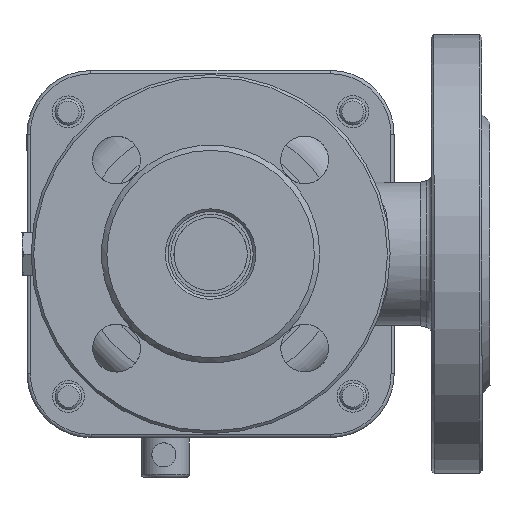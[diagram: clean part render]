
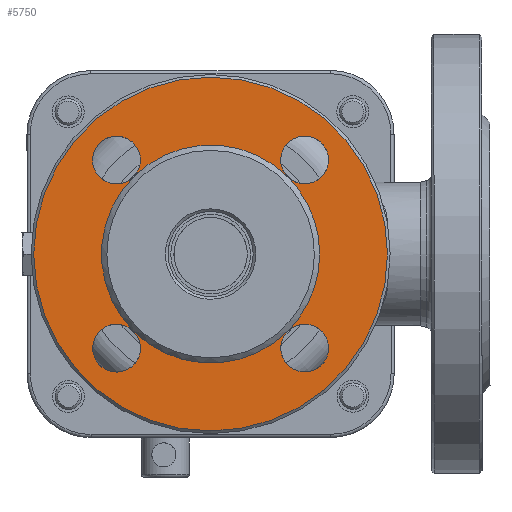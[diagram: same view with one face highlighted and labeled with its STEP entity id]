
A CAD part, front view. The second image highlights one B-rep face of the part: STEP entity #5750.
In plain terms, the highlighted planar face has unit normal (0, -1, 0).
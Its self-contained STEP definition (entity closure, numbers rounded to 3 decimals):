
#441=FACE_BOUND('',#1716,.T.);
#538=PLANE('',#6382);
#1336=FACE_OUTER_BOUND('',#1715,.T.);
#1715=EDGE_LOOP('',(#4450));
#1716=EDGE_LOOP('',(#4451,#4452,#4453,#4454,#4455,#4456,#4457,#4458,#4459,
#4460,#4461,#4462,#4463));
#2084=CIRCLE('',#6366,66.5);
#2087=CIRCLE('',#6370,41.);
#2088=CIRCLE('',#6371,41.);
#2089=CIRCLE('',#6372,41.);
#2090=CIRCLE('',#6373,41.);
#2091=CIRCLE('',#6374,41.);
#2096=CIRCLE('',#6383,9.);
#2097=CIRCLE('',#6384,9.);
#2098=CIRCLE('',#6385,9.);
#2099=CIRCLE('',#6386,9.);
#2100=CIRCLE('',#6387,9.);
#2101=CIRCLE('',#6388,9.);
#2102=CIRCLE('',#6389,9.);
#2103=CIRCLE('',#6390,9.);
#2570=VERTEX_POINT('',#10891);
#2573=VERTEX_POINT('',#10899);
#2574=VERTEX_POINT('',#10900);
#2575=VERTEX_POINT('',#10903);
#2576=VERTEX_POINT('',#10905);
#2577=VERTEX_POINT('',#10907);
#2584=VERTEX_POINT('',#10962);
#2585=VERTEX_POINT('',#10965);
#2586=VERTEX_POINT('',#10968);
#2587=VERTEX_POINT('',#10971);
#3222=EDGE_CURVE('',#2570,#2570,#2084,.T.);
#3226=EDGE_CURVE('',#2573,#2574,#2087,.T.);
#3228=EDGE_CURVE('',#2574,#2575,#2088,.T.);
#3229=EDGE_CURVE('',#2575,#2576,#2089,.T.);
#3230=EDGE_CURVE('',#2576,#2577,#2090,.T.);
#3231=EDGE_CURVE('',#2577,#2573,#2091,.T.);
#3240=EDGE_CURVE('',#2577,#2584,#2096,.T.);
#3241=EDGE_CURVE('',#2584,#2577,#2097,.T.);
#3242=EDGE_CURVE('',#2576,#2585,#2098,.T.);
#3243=EDGE_CURVE('',#2585,#2576,#2099,.T.);
#3244=EDGE_CURVE('',#2575,#2586,#2100,.T.);
#3245=EDGE_CURVE('',#2586,#2575,#2101,.T.);
#3246=EDGE_CURVE('',#2573,#2587,#2102,.T.);
#3247=EDGE_CURVE('',#2587,#2573,#2103,.T.);
#4450=ORIENTED_EDGE('',*,*,#3222,.F.);
#4451=ORIENTED_EDGE('',*,*,#3240,.T.);
#4452=ORIENTED_EDGE('',*,*,#3241,.T.);
#4453=ORIENTED_EDGE('',*,*,#3230,.F.);
#4454=ORIENTED_EDGE('',*,*,#3242,.T.);
#4455=ORIENTED_EDGE('',*,*,#3243,.T.);
#4456=ORIENTED_EDGE('',*,*,#3229,.F.);
#4457=ORIENTED_EDGE('',*,*,#3244,.T.);
#4458=ORIENTED_EDGE('',*,*,#3245,.T.);
#4459=ORIENTED_EDGE('',*,*,#3228,.F.);
#4460=ORIENTED_EDGE('',*,*,#3226,.F.);
#4461=ORIENTED_EDGE('',*,*,#3246,.T.);
#4462=ORIENTED_EDGE('',*,*,#3247,.T.);
#4463=ORIENTED_EDGE('',*,*,#3231,.F.);
#5750=ADVANCED_FACE('',(#1336,#441),#538,.T.);
#6366=AXIS2_PLACEMENT_3D('',#10892,#7495,#7496);
#6370=AXIS2_PLACEMENT_3D('',#10901,#7504,#7505);
#6371=AXIS2_PLACEMENT_3D('',#10904,#7507,#7508);
#6372=AXIS2_PLACEMENT_3D('',#10906,#7509,#7510);
#6373=AXIS2_PLACEMENT_3D('',#10908,#7511,#7512);
#6374=AXIS2_PLACEMENT_3D('',#10909,#7513,#7514);
#6382=AXIS2_PLACEMENT_3D('',#10961,#7531,#7532);
#6383=AXIS2_PLACEMENT_3D('',#10963,#7533,#7534);
#6384=AXIS2_PLACEMENT_3D('',#10964,#7535,#7536);
#6385=AXIS2_PLACEMENT_3D('',#10966,#7537,#7538);
#6386=AXIS2_PLACEMENT_3D('',#10967,#7539,#7540);
#6387=AXIS2_PLACEMENT_3D('',#10969,#7541,#7542);
#6388=AXIS2_PLACEMENT_3D('',#10970,#7543,#7544);
#6389=AXIS2_PLACEMENT_3D('',#10972,#7545,#7546);
#6390=AXIS2_PLACEMENT_3D('',#10973,#7547,#7548);
#7495=DIRECTION('center_axis',(0.,1.,0.));
#7496=DIRECTION('ref_axis',(-1.,0.,0.));
#7504=DIRECTION('center_axis',(0.,-1.,0.));
#7505=DIRECTION('ref_axis',(-1.,0.,0.));
#7507=DIRECTION('center_axis',(0.,-1.,0.));
#7508=DIRECTION('ref_axis',(-1.,0.,0.));
#7509=DIRECTION('center_axis',(0.,-1.,0.));
#7510=DIRECTION('ref_axis',(-1.,0.,0.));
#7511=DIRECTION('center_axis',(0.,-1.,0.));
#7512=DIRECTION('ref_axis',(-1.,0.,0.));
#7513=DIRECTION('center_axis',(0.,-1.,0.));
#7514=DIRECTION('ref_axis',(-1.,0.,0.));
#7531=DIRECTION('center_axis',(0.,-1.,0.));
#7532=DIRECTION('ref_axis',(0.,0.,-1.));
#7533=DIRECTION('center_axis',(0.,1.,0.));
#7534=DIRECTION('ref_axis',(-1.,0.,0.));
#7535=DIRECTION('center_axis',(0.,1.,0.));
#7536=DIRECTION('ref_axis',(-1.,0.,0.));
#7537=DIRECTION('center_axis',(0.,1.,0.));
#7538=DIRECTION('ref_axis',(-1.,0.,0.));
#7539=DIRECTION('center_axis',(0.,1.,0.));
#7540=DIRECTION('ref_axis',(-1.,0.,0.));
#7541=DIRECTION('center_axis',(0.,1.,0.));
#7542=DIRECTION('ref_axis',(-1.,0.,0.));
#7543=DIRECTION('center_axis',(0.,1.,0.));
#7544=DIRECTION('ref_axis',(-1.,0.,0.));
#7545=DIRECTION('center_axis',(0.,1.,0.));
#7546=DIRECTION('ref_axis',(-1.,0.,0.));
#7547=DIRECTION('center_axis',(0.,1.,0.));
#7548=DIRECTION('ref_axis',(-1.,0.,0.));
#10891=CARTESIAN_POINT('',(50.5,-28.,0.));
#10892=CARTESIAN_POINT('Origin',(-16.,-28.,0.));
#10899=CARTESIAN_POINT('',(12.991,-28.,-28.991));
#10900=CARTESIAN_POINT('',(25.,-28.,0.));
#10901=CARTESIAN_POINT('Origin',(-16.,-28.,0.));
#10903=CARTESIAN_POINT('',(12.991,-28.,28.991));
#10904=CARTESIAN_POINT('Origin',(-16.,-28.,0.));
#10905=CARTESIAN_POINT('',(-44.991,-28.,28.991));
#10906=CARTESIAN_POINT('Origin',(-16.,-28.,0.));
#10907=CARTESIAN_POINT('',(-44.991,-28.,-28.991));
#10908=CARTESIAN_POINT('Origin',(-16.,-28.,0.));
#10909=CARTESIAN_POINT('Origin',(-16.,-28.,0.));
#10961=CARTESIAN_POINT('Origin',(-16.,-28.,0.));
#10962=CARTESIAN_POINT('',(-42.355,-28.,-35.355));
#10963=CARTESIAN_POINT('Origin',(-51.355,-28.,-35.355));
#10964=CARTESIAN_POINT('Origin',(-51.355,-28.,-35.355));
#10965=CARTESIAN_POINT('',(-42.355,-28.,35.355));
#10966=CARTESIAN_POINT('Origin',(-51.355,-28.,35.355));
#10967=CARTESIAN_POINT('Origin',(-51.355,-28.,35.355));
#10968=CARTESIAN_POINT('',(28.355,-28.,35.355));
#10969=CARTESIAN_POINT('Origin',(19.355,-28.,35.355));
#10970=CARTESIAN_POINT('Origin',(19.355,-28.,35.355));
#10971=CARTESIAN_POINT('',(28.355,-28.,-35.355));
#10972=CARTESIAN_POINT('Origin',(19.355,-28.,-35.355));
#10973=CARTESIAN_POINT('Origin',(19.355,-28.,-35.355));
